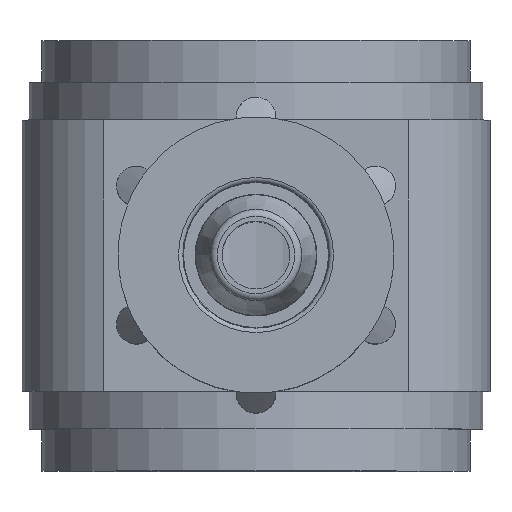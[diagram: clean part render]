
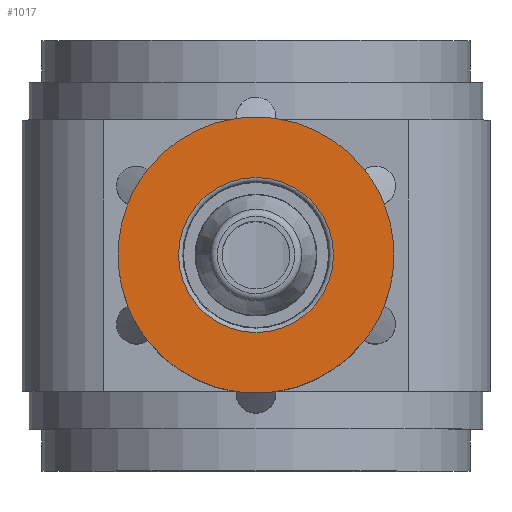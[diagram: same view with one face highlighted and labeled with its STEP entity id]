
A CAD part, top view. The second image highlights one B-rep face of the part: STEP entity #1017.
In plain terms, the highlighted face is planar.
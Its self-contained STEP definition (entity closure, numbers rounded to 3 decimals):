
#150=PLANE('',#1173);
#311=ORIENTED_EDGE('',*,*,#495,.F.);
#312=ORIENTED_EDGE('',*,*,#496,.T.);
#313=ORIENTED_EDGE('',*,*,#497,.T.);
#314=ORIENTED_EDGE('',*,*,#498,.T.);
#315=ORIENTED_EDGE('',*,*,#499,.T.);
#316=ORIENTED_EDGE('',*,*,#500,.T.);
#317=ORIENTED_EDGE('',*,*,#501,.T.);
#318=ORIENTED_EDGE('',*,*,#502,.T.);
#319=ORIENTED_EDGE('',*,*,#503,.T.);
#320=ORIENTED_EDGE('',*,*,#504,.T.);
#321=ORIENTED_EDGE('',*,*,#505,.T.);
#322=ORIENTED_EDGE('',*,*,#506,.T.);
#323=ORIENTED_EDGE('',*,*,#507,.T.);
#495=EDGE_CURVE('',#607,#607,#678,.T.);
#496=EDGE_CURVE('',#608,#609,#679,.T.);
#497=EDGE_CURVE('',#609,#610,#680,.F.);
#498=EDGE_CURVE('',#610,#611,#681,.T.);
#499=EDGE_CURVE('',#611,#612,#682,.F.);
#500=EDGE_CURVE('',#612,#613,#683,.T.);
#501=EDGE_CURVE('',#613,#614,#684,.F.);
#502=EDGE_CURVE('',#614,#615,#685,.T.);
#503=EDGE_CURVE('',#615,#616,#686,.F.);
#504=EDGE_CURVE('',#616,#617,#687,.T.);
#505=EDGE_CURVE('',#617,#618,#688,.F.);
#506=EDGE_CURVE('',#618,#619,#689,.T.);
#507=EDGE_CURVE('',#619,#608,#690,.F.);
#607=VERTEX_POINT('',#1794);
#608=VERTEX_POINT('',#1796);
#609=VERTEX_POINT('',#1797);
#610=VERTEX_POINT('',#1799);
#611=VERTEX_POINT('',#1801);
#612=VERTEX_POINT('',#1803);
#613=VERTEX_POINT('',#1805);
#614=VERTEX_POINT('',#1807);
#615=VERTEX_POINT('',#1809);
#616=VERTEX_POINT('',#1811);
#617=VERTEX_POINT('',#1813);
#618=VERTEX_POINT('',#1815);
#619=VERTEX_POINT('',#1817);
#678=CIRCLE('',#1174,3.313);
#679=CIRCLE('',#1175,5.9);
#680=CIRCLE('',#1176,5.9);
#681=CIRCLE('',#1177,5.9);
#682=CIRCLE('',#1178,5.9);
#683=CIRCLE('',#1179,5.9);
#684=CIRCLE('',#1180,5.9);
#685=CIRCLE('',#1181,5.9);
#686=CIRCLE('',#1182,5.9);
#687=CIRCLE('',#1183,5.9);
#688=CIRCLE('',#1184,5.9);
#689=CIRCLE('',#1185,5.9);
#690=CIRCLE('',#1186,5.9);
#782=EDGE_LOOP('',(#311));
#783=EDGE_LOOP('',(#312,#313,#314,#315,#316,#317,#318,#319,#320,#321,#322,
#323));
#898=FACE_BOUND('',#782,.T.);
#899=FACE_BOUND('',#783,.T.);
#1017=ADVANCED_FACE('',(#898,#899),#150,.F.);
#1173=AXIS2_PLACEMENT_3D('',#1792,#1432,#1433);
#1174=AXIS2_PLACEMENT_3D('',#1793,#1434,#1435);
#1175=AXIS2_PLACEMENT_3D('',#1795,#1436,#1437);
#1176=AXIS2_PLACEMENT_3D('',#1798,#1438,#1439);
#1177=AXIS2_PLACEMENT_3D('',#1800,#1440,#1441);
#1178=AXIS2_PLACEMENT_3D('',#1802,#1442,#1443);
#1179=AXIS2_PLACEMENT_3D('',#1804,#1444,#1445);
#1180=AXIS2_PLACEMENT_3D('',#1806,#1446,#1447);
#1181=AXIS2_PLACEMENT_3D('',#1808,#1448,#1449);
#1182=AXIS2_PLACEMENT_3D('',#1810,#1450,#1451);
#1183=AXIS2_PLACEMENT_3D('',#1812,#1452,#1453);
#1184=AXIS2_PLACEMENT_3D('',#1814,#1454,#1455);
#1185=AXIS2_PLACEMENT_3D('',#1816,#1456,#1457);
#1186=AXIS2_PLACEMENT_3D('',#1818,#1458,#1459);
#1432=DIRECTION('',(-1.,0.,0.));
#1433=DIRECTION('',(0.,0.,1.));
#1434=DIRECTION('',(1.,0.,0.));
#1435=DIRECTION('',(0.,0.,-1.));
#1436=DIRECTION('',(1.,0.,0.));
#1437=DIRECTION('',(0.,0.,-1.));
#1438=DIRECTION('',(-1.,0.,0.));
#1439=DIRECTION('',(0.,0.,1.));
#1440=DIRECTION('',(1.,0.,0.));
#1441=DIRECTION('',(0.,0.,-1.));
#1442=DIRECTION('',(-1.,0.,0.));
#1443=DIRECTION('',(0.,0.,1.));
#1444=DIRECTION('',(1.,0.,0.));
#1445=DIRECTION('',(0.,0.,-1.));
#1446=DIRECTION('',(-1.,0.,0.));
#1447=DIRECTION('',(0.,0.,1.));
#1448=DIRECTION('',(1.,0.,0.));
#1449=DIRECTION('',(0.,0.,-1.));
#1450=DIRECTION('',(-1.,0.,0.));
#1451=DIRECTION('',(0.,0.,1.));
#1452=DIRECTION('',(1.,0.,0.));
#1453=DIRECTION('',(0.,0.,-1.));
#1454=DIRECTION('',(-1.,0.,0.));
#1455=DIRECTION('',(0.,0.,1.));
#1456=DIRECTION('',(1.,0.,0.));
#1457=DIRECTION('',(0.,0.,-1.));
#1458=DIRECTION('',(-1.,0.,0.));
#1459=DIRECTION('',(0.,0.,1.));
#1792=CARTESIAN_POINT('',(11.,5.75,0.));
#1793=CARTESIAN_POINT('',(11.,0.,0.));
#1794=CARTESIAN_POINT('',(11.,0.,-3.313));
#1795=CARTESIAN_POINT('',(11.,0.,0.));
#1796=CARTESIAN_POINT('',(11.,2.185,5.48));
#1797=CARTESIAN_POINT('',(11.,-2.185,5.48));
#1798=CARTESIAN_POINT('',(11.,0.,0.));
#1799=CARTESIAN_POINT('',(11.,-3.654,4.633));
#1800=CARTESIAN_POINT('',(11.,0.,0.));
#1801=CARTESIAN_POINT('',(11.,-5.839,0.848));
#1802=CARTESIAN_POINT('',(11.,0.,0.));
#1803=CARTESIAN_POINT('',(11.,-5.839,-0.848));
#1804=CARTESIAN_POINT('',(11.,0.,0.));
#1805=CARTESIAN_POINT('',(11.,-3.654,-4.633));
#1806=CARTESIAN_POINT('',(11.,0.,0.));
#1807=CARTESIAN_POINT('',(11.,-2.185,-5.48));
#1808=CARTESIAN_POINT('',(11.,0.,0.));
#1809=CARTESIAN_POINT('',(11.,2.185,-5.48));
#1810=CARTESIAN_POINT('',(11.,0.,0.));
#1811=CARTESIAN_POINT('',(11.,3.654,-4.633));
#1812=CARTESIAN_POINT('',(11.,0.,0.));
#1813=CARTESIAN_POINT('',(11.,5.839,-0.848));
#1814=CARTESIAN_POINT('',(11.,0.,0.));
#1815=CARTESIAN_POINT('',(11.,5.839,0.848));
#1816=CARTESIAN_POINT('',(11.,0.,0.));
#1817=CARTESIAN_POINT('',(11.,3.654,4.633));
#1818=CARTESIAN_POINT('',(11.,0.,0.));
